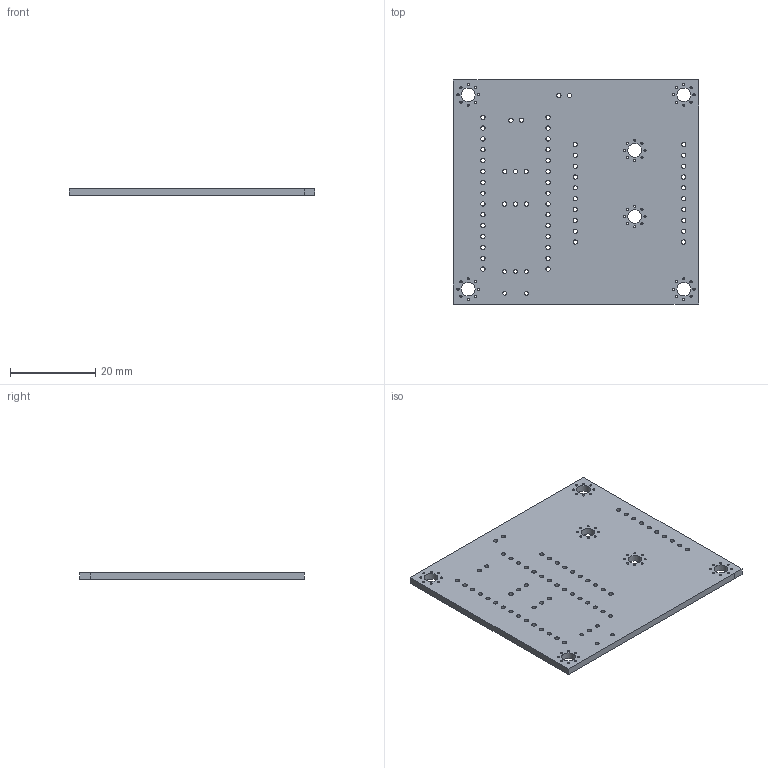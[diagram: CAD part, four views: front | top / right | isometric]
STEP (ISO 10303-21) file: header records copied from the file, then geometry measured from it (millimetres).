
FILE_DESCRIPTION(('KiCad electronic assembly'),'2;1');
FILE_NAME('Transmitter.step','2022-10-07T11:32:26',('Pcbnew'),('Kicad'), 'Open CASCADE STEP processor 7.6','KiCad to STEP converter','Unknown' );
FILE_SCHEMA(('AUTOMOTIVE_DESIGN { 1 0 10303 214 1 1 1 1 }'));
Length unit declared in the file: millimetre
Products named in the file (2): Transmitter 1; Transmitter PCB
Assembly tree (1 placements, depth 2):
  Transmitter 1
    Transmitter PCB
Bounding box: 57.5 x 52.5 x 1.6 mm (x, y, z)
Volume: 4657.3 mm3; surface area: 6714.8 mm2
Topology: 1 solids, 1 shells, 129 faces, 381 edges, 254 vertices
Faces by surface type: cylinder 119, plane 10
Full cylindrical faces by diameter (mm): 0.5 x48, 0.89 x5, 1 x60, 3.2 x6
Entity records: 10643 total; most frequent: CARTESIAN_POINT 2956, DIRECTION 1405, ORIENTED_EDGE 762, PCURVE 762, DEFINITIONAL_REPRESENTATION 762, LINE 667, VECTOR 667, EDGE_CURVE 381
